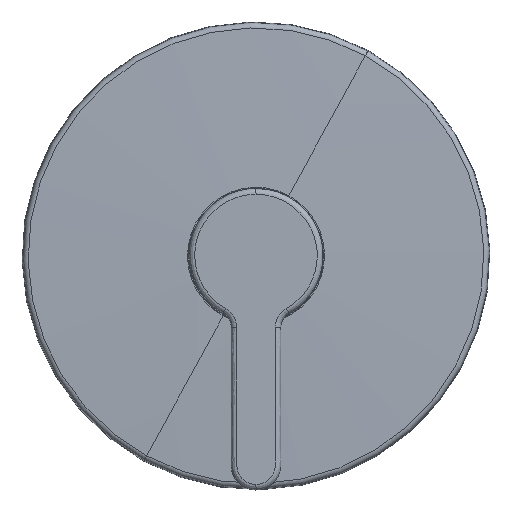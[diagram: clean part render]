
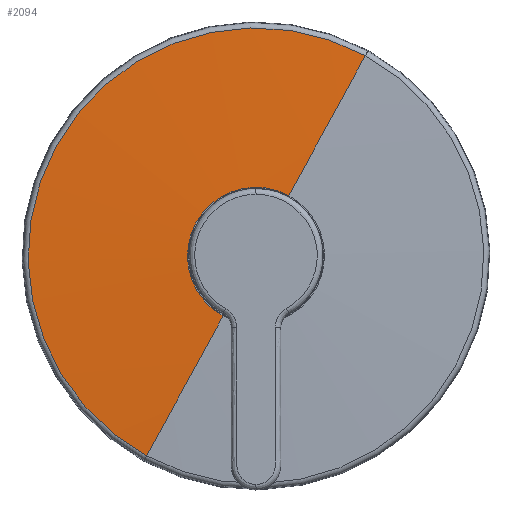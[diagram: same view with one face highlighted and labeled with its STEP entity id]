
A CAD part, top view. The second image highlights one B-rep face of the part: STEP entity #2094.
In plain terms, the highlighted spherical face has radius 1892 mm.
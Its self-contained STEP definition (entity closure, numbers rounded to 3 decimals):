
#62 = CIRCLE ( 'NONE', #2731, 1892. ) ;
#106 = CARTESIAN_POINT ( 'NONE',  ( 11.938, 21.852, 76.336 ) ) ;
#119 = DIRECTION ( 'NONE',  ( 0.479, 0.878, 0. ) ) ;
#303 = EDGE_CURVE ( 'NONE', #2354, #1116, #2377, .T. ) ;
#335 = CARTESIAN_POINT ( 'NONE',  ( 0., 0., 74.686 ) ) ;
#432 = CARTESIAN_POINT ( 'NONE',  ( 0., 0., -1815.5 ) ) ;
#542 = DIRECTION ( 'NONE',  ( -0.878, 0.479, 0. ) ) ;
#645 = CARTESIAN_POINT ( 'NONE',  ( -39.713, -72.693, 74.686 ) ) ;
#678 = DIRECTION ( 'NONE',  ( -0.479, -0.878, 0. ) ) ;
#887 = ORIENTED_EDGE ( 'NONE', *, *, #2508, .T. ) ;
#1116 = VERTEX_POINT ( 'NONE', #2700 ) ;
#1149 = DIRECTION ( 'NONE',  ( -0.878, 0.479, 0. ) ) ;
#1153 = AXIS2_PLACEMENT_3D ( 'NONE', #432, #542, #678 ) ;
#1209 = DIRECTION ( 'NONE',  ( 0., 0., 1. ) ) ;
#1216 = CIRCLE ( 'NONE', #2012, 24.9 ) ;
#1275 = DIRECTION ( 'NONE',  ( 1., 0., 0. ) ) ;
#1418 = VERTEX_POINT ( 'NONE', #106 ) ;
#1451 = AXIS2_PLACEMENT_3D ( 'NONE', #335, #2630, #1275 ) ;
#1482 = SPHERICAL_SURFACE ( 'NONE', #1153, 1892. ) ;
#1491 = DIRECTION ( 'NONE',  ( 0.878, -0.479, 0. ) ) ;
#1652 = CIRCLE ( 'NONE', #2070, 1892. ) ;
#1903 = CARTESIAN_POINT ( 'NONE',  ( -11.938, -21.852, 76.336 ) ) ;
#2012 = AXIS2_PLACEMENT_3D ( 'NONE', #2563, #1209, #2795 ) ;
#2070 = AXIS2_PLACEMENT_3D ( 'NONE', #2865, #1491, #119 ) ;
#2094 = ADVANCED_FACE ( 'NONE', ( #2151 ), #1482, .T. ) ;
#2151 = FACE_OUTER_BOUND ( 'NONE', #2231, .T. ) ;
#2231 = EDGE_LOOP ( 'NONE', ( #2678, #887, #2963, #2611 ) ) ;
#2354 = VERTEX_POINT ( 'NONE', #645 ) ;
#2377 = CIRCLE ( 'NONE', #1451, 82.834 ) ;
#2502 = CARTESIAN_POINT ( 'NONE',  ( 0., 0., -1815.5 ) ) ;
#2508 = EDGE_CURVE ( 'NONE', #1418, #1116, #62, .T. ) ;
#2563 = CARTESIAN_POINT ( 'NONE',  ( 0., 0., 76.336 ) ) ;
#2611 = ORIENTED_EDGE ( 'NONE', *, *, #2845, .F. ) ;
#2617 = VERTEX_POINT ( 'NONE', #1903 ) ;
#2630 = DIRECTION ( 'NONE',  ( 0., 0., -1. ) ) ;
#2678 = ORIENTED_EDGE ( 'NONE', *, *, #2924, .F. ) ;
#2700 = CARTESIAN_POINT ( 'NONE',  ( 39.713, 72.693, 74.686 ) ) ;
#2731 = AXIS2_PLACEMENT_3D ( 'NONE', #2502, #1149, #2734 ) ;
#2734 = DIRECTION ( 'NONE',  ( -0.479, -0.878, 0. ) ) ;
#2795 = DIRECTION ( 'NONE',  ( -1., 0., 0. ) ) ;
#2845 = EDGE_CURVE ( 'NONE', #2617, #2354, #1652, .T. ) ;
#2865 = CARTESIAN_POINT ( 'NONE',  ( 0., 0., -1815.5 ) ) ;
#2924 = EDGE_CURVE ( 'NONE', #1418, #2617, #1216, .T. ) ;
#2963 = ORIENTED_EDGE ( 'NONE', *, *, #303, .F. ) ;
